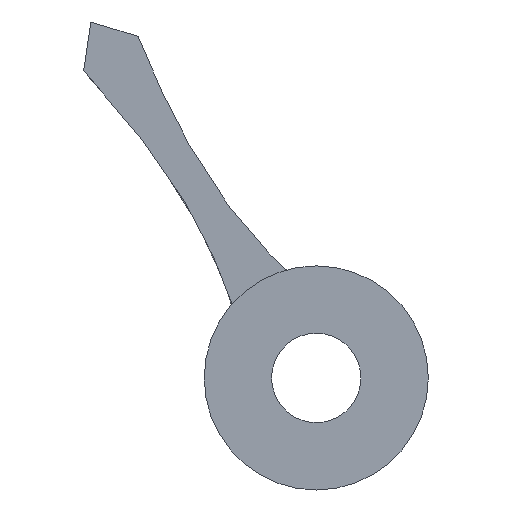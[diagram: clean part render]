
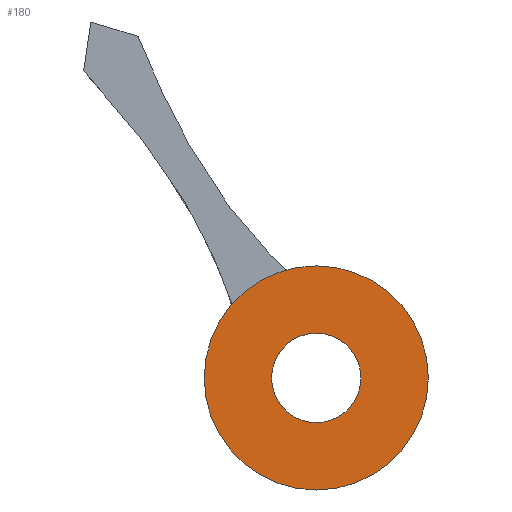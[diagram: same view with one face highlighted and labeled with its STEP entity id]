
A CAD part, front view. The second image highlights one B-rep face of the part: STEP entity #180.
In plain terms, the highlighted planar face has unit normal (0, -1, 0).
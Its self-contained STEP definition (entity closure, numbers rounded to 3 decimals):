
#49=FACE_BOUND('',#66,.T.);
#53=FACE_OUTER_BOUND('',#65,.T.);
#65=EDGE_LOOP('',(#130));
#66=EDGE_LOOP('',(#131));
#78=CIRCLE('',#207,6.65);
#79=CIRCLE('',#209,2.65);
#86=VERTEX_POINT('',#275);
#87=VERTEX_POINT('',#279);
#102=EDGE_CURVE('',#86,#86,#78,.T.);
#104=EDGE_CURVE('',#87,#87,#79,.T.);
#130=ORIENTED_EDGE('',*,*,#102,.T.);
#131=ORIENTED_EDGE('',*,*,#104,.T.);
#173=PLANE('',#208);
#180=ADVANCED_FACE('',(#53,#49),#173,.T.);
#207=AXIS2_PLACEMENT_3D('',#276,#230,#231);
#208=AXIS2_PLACEMENT_3D('',#278,#233,#234);
#209=AXIS2_PLACEMENT_3D('',#280,#235,#236);
#230=DIRECTION('center_axis',(0.,-1.,0.));
#231=DIRECTION('ref_axis',(1.,0.,0.));
#233=DIRECTION('center_axis',(0.,-1.,0.));
#234=DIRECTION('ref_axis',(1.,0.,0.));
#235=DIRECTION('center_axis',(0.,1.,0.));
#236=DIRECTION('ref_axis',(1.,0.,0.));
#275=CARTESIAN_POINT('',(-96.672,29.732,23.197));
#276=CARTESIAN_POINT('Origin',(-90.022,29.732,23.197));
#278=CARTESIAN_POINT('Origin',(-90.022,29.732,23.197));
#279=CARTESIAN_POINT('',(-92.672,29.732,23.197));
#280=CARTESIAN_POINT('Origin',(-90.022,29.732,23.197));
